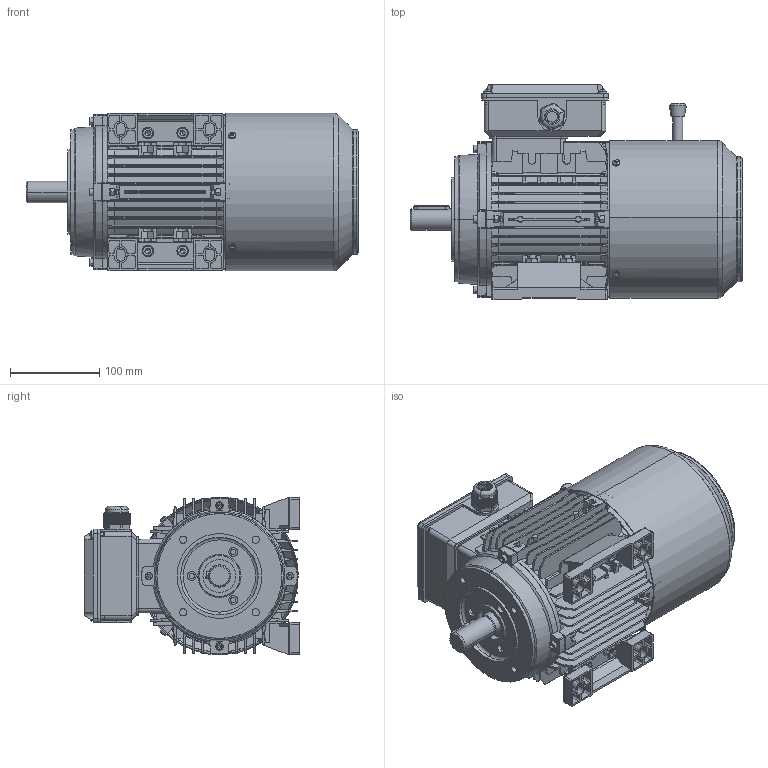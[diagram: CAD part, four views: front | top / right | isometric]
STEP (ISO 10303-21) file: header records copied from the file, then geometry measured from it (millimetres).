
FILE_DESCRIPTION (( 'STEP AP203' ), '1' );
FILE_NAME ('TB90S B34(VIBO諉盄碟).STEP', '2021-11-30T02:45:33', ( '' ), ( '' ), 'SwSTEP 2.0', 'SolidWorks 2014', '' );
FILE_SCHEMA (( 'CONFIG_CONTROL_DESIGN' ));
Length unit declared in the file: millimetre
Products named in the file (21): 90秶雄ん; T90S菁褐; Hexagon nuts grade C GB_GB_FASTENER_NUT_SNC1 M5-N; VIBO80-100諉盄碟釱; TB90綴裔; 90怢宒瑞珔; TB90S B34(VIBO諉盄碟); Hexagon socket head cap screws GB_GB_FASTENER_SCREWS_HSHCS M8X25-N; Cross recessed thread forming screws GB_GB_CROSS_SCREWS_TYPE138 M5X12-N; TB90S蛌粣; Hexagon socket head cap screws GB_GB_FASTENER_SCREWS_HSHCS M5X25-N; VIBO80-100諉盄碟裔; Cross recessed thread forming screws GB_GB_CROSS_SCREWS_TYPE138 M4X12-N; 90-4怢宒瑞珔傍杶; T90S儂褲; Plain parallel keys_GB_CONNECTING_PIECE_KEYS_CSK 8X40; 80-100堤盄蹟杶; TB90瑞欶; TA90B14楊擘1; 80-90VIBO諉盄碟郪磁; Hexagon nuts grade C GB_GB_FASTENER_NUT_SNC1 M8-N
Assembly tree (47 placements, depth 3):
  TB90S B34(VIBO諉盄碟)
    T90S儂褲
    T90S菁褐  x2
    TB90S蛌粣
    TB90瑞欶
    TB90綴裔
    Cross recessed thread forming screws GB_GB_CROSS_SCREWS_TYPE138 M4X12-N  x4
    Hexagon nuts grade C GB_GB_FASTENER_NUT_SNC1 M8-N  x4
    Hexagon socket head cap screws GB_GB_FASTENER_SCREWS_HSHCS M8X25-N  x4
    Plain parallel keys_GB_CONNECTING_PIECE_KEYS_CSK 8X40
    Hexagon nuts grade C GB_GB_FASTENER_NUT_SNC1 M5-N  x8
    Hexagon socket head cap screws GB_GB_FASTENER_SCREWS_HSHCS M5X25-N  x8
    TA90B14楊擘1
    90怢宒瑞珔
    90-4怢宒瑞珔傍杶  x2
    90秶雄ん
    80-90VIBO諉盄碟郪磁
      Cross recessed thread forming screws GB_GB_CROSS_SCREWS_TYPE138 M5X12-N  x3
      80-100堤盄蹟杶
      VIBO80-100諉盄碟釱
      VIBO80-100諉盄碟裔
Bounding box: 372 x 241.5 x 176.54 mm (x, y, z)
Volume: 2164624.5 mm3; surface area: 1038850.5 mm2
Topology: 51 solids, 51 shells, 4186 faces, 11246 edges, 7245 vertices
Faces by surface type: plane 2537, cylinder 1174, cone 249, torus 187, sphere 32, bspline 7
Entity records: 119065 total; most frequent: CARTESIAN_POINT 27826, ORIENTED_EDGE 19170, DIRECTION 17577, EDGE_CURVE 9585, VERTEX_POINT 6215, VECTOR 5935, LINE 5935, AXIS2_PLACEMENT_3D 5821
